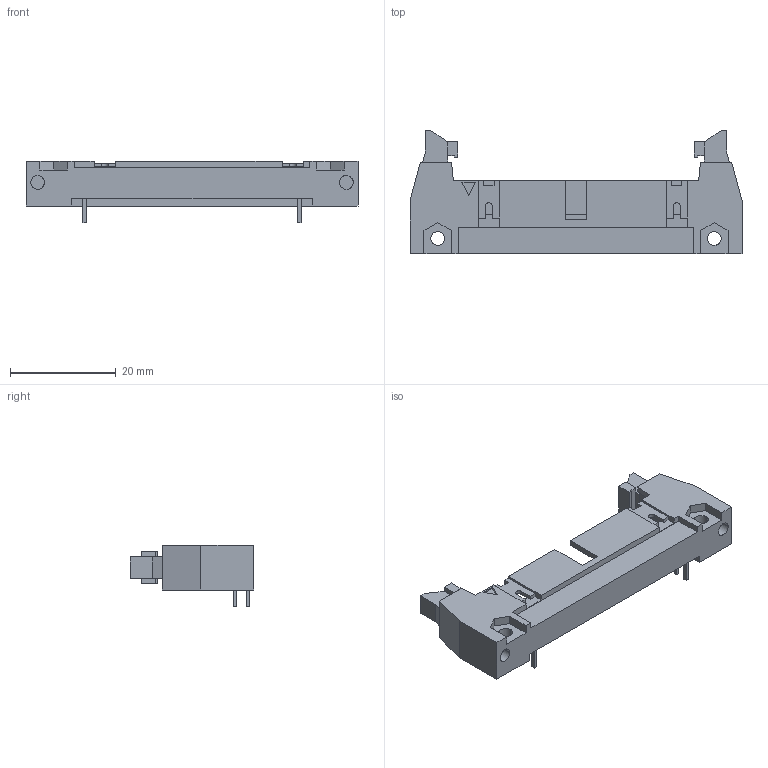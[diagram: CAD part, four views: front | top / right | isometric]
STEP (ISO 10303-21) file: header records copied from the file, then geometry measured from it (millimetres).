
FILE_DESCRIPTION(('STEP AP214'),'1');
FILE_NAME('09185346913.stp','2017-10-20T04:38:14',('TraceParts'),('TraceParts S.A.'),'Spatial InterOp 3D',' ',' ');
FILE_SCHEMA(('automotive_design'));
Length unit declared in the file: millimetre
Products named in the file (1): 09185346913
Bounding box: 62.8 x 23.3 x 11.7 mm (x, y, z)
Volume: 5102.5 mm3; surface area: 4487.5 mm2
Topology: 1 solids, 1 shells, 158 faces, 429 edges, 282 vertices
Faces by surface type: bspline 158
Entity records: 6414 total; most frequent: CARTESIAN_POINT 1925, ORIENTED_EDGE 858, EDGE_CURVE 429, B_SPLINE_CURVE_WITH_KNOTS 405, VERTEX_POINT 282, PRESENTATION_STYLE_ASSIGNMENT 280, COLOUR_RGB 280, STYLED_ITEM 239
